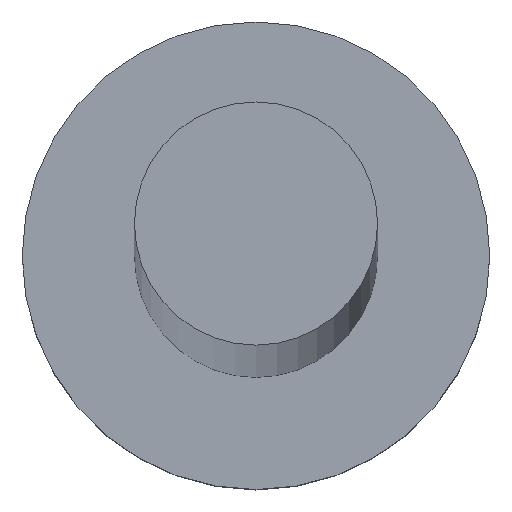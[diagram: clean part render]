
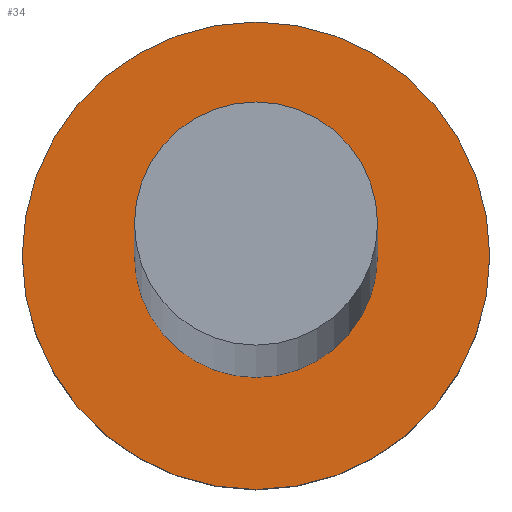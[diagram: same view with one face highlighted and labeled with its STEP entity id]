
A CAD part, top view. The second image highlights one B-rep face of the part: STEP entity #34.
In plain terms, the highlighted planar face has unit normal (0, 0, 1).
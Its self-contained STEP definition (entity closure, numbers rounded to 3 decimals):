
#5 = VERTEX_POINT ( 'NONE', #245 ) ;
#19 = CARTESIAN_POINT ( 'NONE',  ( 2.6, 0., 5. ) ) ;
#31 = AXIS2_PLACEMENT_3D ( 'NONE', #184, #122, #156 ) ;
#34 = ADVANCED_FACE ( 'NONE', ( #59, #97 ), #174, .T. ) ;
#39 = DIRECTION ( 'NONE',  ( 0., 0., 1. ) ) ;
#41 = DIRECTION ( 'NONE',  ( 0., 0., 1. ) ) ;
#55 = CIRCLE ( 'NONE', #197, 2.6 ) ;
#57 = VERTEX_POINT ( 'NONE', #19 ) ;
#59 = FACE_BOUND ( 'NONE', #137, .T. ) ;
#60 = AXIS2_PLACEMENT_3D ( 'NONE', #154, #39, #232 ) ;
#63 = CARTESIAN_POINT ( 'NONE',  ( 0., 0., 5. ) ) ;
#64 = DIRECTION ( 'NONE',  ( 1., 0., 0. ) ) ;
#76 = ORIENTED_EDGE ( 'NONE', *, *, #125, .T. ) ;
#79 = EDGE_LOOP ( 'NONE', ( #76, #177 ) ) ;
#97 = FACE_OUTER_BOUND ( 'NONE', #79, .T. ) ;
#116 = EDGE_CURVE ( 'NONE', #188, #57, #219, .T. ) ;
#117 = ORIENTED_EDGE ( 'NONE', *, *, #127, .F. ) ;
#122 = DIRECTION ( 'NONE',  ( 0., 0., 1. ) ) ;
#123 = CIRCLE ( 'NONE', #157, 5. ) ;
#125 = EDGE_CURVE ( 'NONE', #246, #5, #179, .T. ) ;
#127 = EDGE_CURVE ( 'NONE', #57, #188, #55, .T. ) ;
#134 = ORIENTED_EDGE ( 'NONE', *, *, #116, .F. ) ;
#137 = EDGE_LOOP ( 'NONE', ( #134, #117 ) ) ;
#143 = DIRECTION ( 'NONE',  ( 1., 0., 0. ) ) ;
#154 = CARTESIAN_POINT ( 'NONE',  ( 0., 0., 5. ) ) ;
#156 = DIRECTION ( 'NONE',  ( 1., 0., 0. ) ) ;
#157 = AXIS2_PLACEMENT_3D ( 'NONE', #182, #161, #255 ) ;
#161 = DIRECTION ( 'NONE',  ( 0., 0., 1. ) ) ;
#165 = EDGE_CURVE ( 'NONE', #5, #246, #123, .T. ) ;
#174 = PLANE ( 'NONE',  #60 ) ;
#177 = ORIENTED_EDGE ( 'NONE', *, *, #165, .T. ) ;
#179 = CIRCLE ( 'NONE', #208, 5. ) ;
#182 = CARTESIAN_POINT ( 'NONE',  ( 0., 0., 5. ) ) ;
#184 = CARTESIAN_POINT ( 'NONE',  ( 0., 0., 5. ) ) ;
#188 = VERTEX_POINT ( 'NONE', #251 ) ;
#197 = AXIS2_PLACEMENT_3D ( 'NONE', #198, #41, #143 ) ;
#198 = CARTESIAN_POINT ( 'NONE',  ( 0., 0., 5. ) ) ;
#208 = AXIS2_PLACEMENT_3D ( 'NONE', #63, #249, #64 ) ;
#210 = CARTESIAN_POINT ( 'NONE',  ( -5., 0., 5. ) ) ;
#219 = CIRCLE ( 'NONE', #31, 2.6 ) ;
#232 = DIRECTION ( 'NONE',  ( 1., 0., 0. ) ) ;
#245 = CARTESIAN_POINT ( 'NONE',  ( 5., 0., 5. ) ) ;
#246 = VERTEX_POINT ( 'NONE', #210 ) ;
#249 = DIRECTION ( 'NONE',  ( 0., 0., 1. ) ) ;
#251 = CARTESIAN_POINT ( 'NONE',  ( -2.6, 0., 5. ) ) ;
#255 = DIRECTION ( 'NONE',  ( 1., 0., 0. ) ) ;
